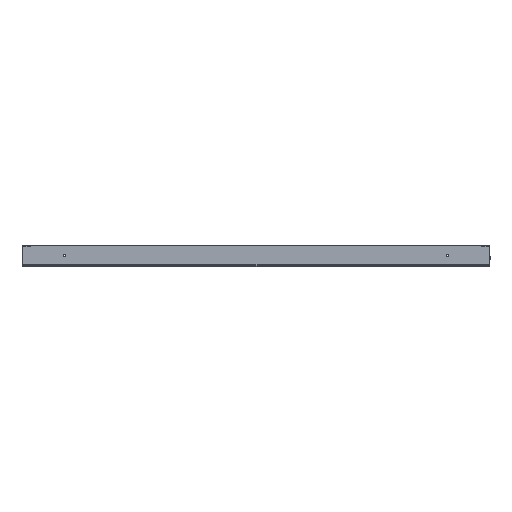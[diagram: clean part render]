
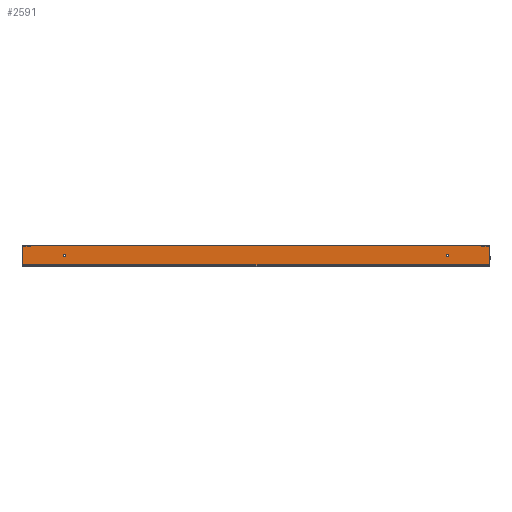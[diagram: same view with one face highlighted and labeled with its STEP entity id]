
A CAD part, front view. The second image highlights one B-rep face of the part: STEP entity #2591.
In plain terms, the highlighted planar face has unit normal (0, -1, 0).
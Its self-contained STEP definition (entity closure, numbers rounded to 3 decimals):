
#109 = ORIENTED_EDGE ( 'NONE', *, *, #3161, .T. ) ;
#212 = CARTESIAN_POINT ( 'NONE',  ( -450., -900., 24. ) ) ;
#228 = EDGE_LOOP ( 'NONE', ( #5996, #7995 ) ) ;
#566 = VERTEX_POINT ( 'NONE', #9533 ) ;
#582 = LINE ( 'NONE', #7621, #644 ) ;
#644 = VECTOR ( 'NONE', #6762, 1000. ) ;
#996 = CARTESIAN_POINT ( 'NONE',  ( -546.929, -900., 48. ) ) ;
#1046 = EDGE_CURVE ( 'NONE', #7231, #6718, #11211, .T. ) ;
#1078 = ORIENTED_EDGE ( 'NONE', *, *, #4728, .T. ) ;
#1138 = CIRCLE ( 'NONE', #10474, 1. ) ;
#1247 = DIRECTION ( 'NONE',  ( 0., 0., 1. ) ) ;
#1277 = FACE_OUTER_BOUND ( 'NONE', #4138, .T. ) ;
#1296 = CARTESIAN_POINT ( 'NONE',  ( 0., -900., 48. ) ) ;
#1348 = CIRCLE ( 'NONE', #1729, 3. ) ;
#1726 = CARTESIAN_POINT ( 'NONE',  ( -450., -900., 24. ) ) ;
#1729 = AXIS2_PLACEMENT_3D ( 'NONE', #2223, #5709, #3255 ) ;
#1764 = VERTEX_POINT ( 'NONE', #5808 ) ;
#1911 = DIRECTION ( 'NONE',  ( 0., 0., 1. ) ) ;
#2215 = EDGE_CURVE ( 'NONE', #7081, #5368, #9191, .T. ) ;
#2223 = CARTESIAN_POINT ( 'NONE',  ( 450., -900., 24. ) ) ;
#2591 = ADVANCED_FACE ( 'NONE', ( #8332, #8214, #1277 ), #5692, .F. ) ;
#3076 = EDGE_CURVE ( 'NONE', #3911, #566, #7225, .T. ) ;
#3161 = EDGE_CURVE ( 'NONE', #1764, #7231, #3892, .T. ) ;
#3255 = DIRECTION ( 'NONE',  ( 0., 0., 1. ) ) ;
#3319 = CARTESIAN_POINT ( 'NONE',  ( -450., -900., 27. ) ) ;
#3347 = VECTOR ( 'NONE', #8188, 1000. ) ;
#3358 = EDGE_CURVE ( 'NONE', #5368, #7081, #4082, .T. ) ;
#3360 = EDGE_CURVE ( 'NONE', #8737, #566, #1138, .T. ) ;
#3394 = ORIENTED_EDGE ( 'NONE', *, *, #3360, .T. ) ;
#3791 = CARTESIAN_POINT ( 'NONE',  ( 546.929, -900., 47. ) ) ;
#3840 = CARTESIAN_POINT ( 'NONE',  ( 546.929, -900., 48. ) ) ;
#3892 = LINE ( 'NONE', #8132, #3347 ) ;
#3911 = VERTEX_POINT ( 'NONE', #5728 ) ;
#3951 = CARTESIAN_POINT ( 'NONE',  ( 450., -900., 24. ) ) ;
#4082 = CIRCLE ( 'NONE', #4629, 3. ) ;
#4138 = EDGE_LOOP ( 'NONE', ( #1078, #3394, #10558, #8033, #109, #6997 ) ) ;
#4237 = ORIENTED_EDGE ( 'NONE', *, *, #9718, .T. ) ;
#4260 = AXIS2_PLACEMENT_3D ( 'NONE', #1726, #4573, #9082 ) ;
#4573 = DIRECTION ( 'NONE',  ( 0., 1., 0. ) ) ;
#4629 = AXIS2_PLACEMENT_3D ( 'NONE', #212, #10824, #9087 ) ;
#4633 = DIRECTION ( 'NONE',  ( 0., 0., 1. ) ) ;
#4728 = EDGE_CURVE ( 'NONE', #6718, #8737, #8460, .T. ) ;
#4936 = ORIENTED_EDGE ( 'NONE', *, *, #6086, .T. ) ;
#5007 = VECTOR ( 'NONE', #8291, 1000. ) ;
#5368 = VERTEX_POINT ( 'NONE', #3319 ) ;
#5692 = PLANE ( 'NONE',  #8830 ) ;
#5709 = DIRECTION ( 'NONE',  ( 0., 1., 0. ) ) ;
#5728 = CARTESIAN_POINT ( 'NONE',  ( -547.929, -900., 2. ) ) ;
#5808 = CARTESIAN_POINT ( 'NONE',  ( 547.929, -900., 2. ) ) ;
#5996 = ORIENTED_EDGE ( 'NONE', *, *, #3358, .T. ) ;
#6086 = EDGE_CURVE ( 'NONE', #10526, #6448, #1348, .T. ) ;
#6091 = VECTOR ( 'NONE', #1911, 1000. ) ;
#6258 = AXIS2_PLACEMENT_3D ( 'NONE', #3791, #9103, #10897 ) ;
#6448 = VERTEX_POINT ( 'NONE', #6828 ) ;
#6609 = DIRECTION ( 'NONE',  ( 0., 0., 1. ) ) ;
#6718 = VERTEX_POINT ( 'NONE', #3840 ) ;
#6762 = DIRECTION ( 'NONE',  ( -1., 0., 0. ) ) ;
#6828 = CARTESIAN_POINT ( 'NONE',  ( 450., -900., 27. ) ) ;
#6997 = ORIENTED_EDGE ( 'NONE', *, *, #1046, .T. ) ;
#7081 = VERTEX_POINT ( 'NONE', #7636 ) ;
#7107 = CARTESIAN_POINT ( 'NONE',  ( -547.929, -900., 0. ) ) ;
#7225 = LINE ( 'NONE', #7107, #6091 ) ;
#7231 = VERTEX_POINT ( 'NONE', #8656 ) ;
#7476 = EDGE_CURVE ( 'NONE', #1764, #3911, #582, .T. ) ;
#7621 = CARTESIAN_POINT ( 'NONE',  ( -550., -900., 2. ) ) ;
#7636 = CARTESIAN_POINT ( 'NONE',  ( -450., -900., 21. ) ) ;
#7995 = ORIENTED_EDGE ( 'NONE', *, *, #2215, .T. ) ;
#8033 = ORIENTED_EDGE ( 'NONE', *, *, #7476, .F. ) ;
#8132 = CARTESIAN_POINT ( 'NONE',  ( 547.929, -900., 0. ) ) ;
#8188 = DIRECTION ( 'NONE',  ( 0., 0., 1. ) ) ;
#8214 = FACE_BOUND ( 'NONE', #10391, .T. ) ;
#8228 = DIRECTION ( 'NONE',  ( 0., -1., 0. ) ) ;
#8291 = DIRECTION ( 'NONE',  ( -1., 0., 0. ) ) ;
#8332 = FACE_BOUND ( 'NONE', #228, .T. ) ;
#8460 = LINE ( 'NONE', #1296, #5007 ) ;
#8656 = CARTESIAN_POINT ( 'NONE',  ( 547.929, -900., 47. ) ) ;
#8737 = VERTEX_POINT ( 'NONE', #996 ) ;
#8830 = AXIS2_PLACEMENT_3D ( 'NONE', #10184, #9192, #6609 ) ;
#8972 = CARTESIAN_POINT ( 'NONE',  ( -546.929, -900., 47. ) ) ;
#9082 = DIRECTION ( 'NONE',  ( 0., 0., 1. ) ) ;
#9087 = DIRECTION ( 'NONE',  ( 0., 0., 1. ) ) ;
#9103 = DIRECTION ( 'NONE',  ( 0., -1., 0. ) ) ;
#9191 = CIRCLE ( 'NONE', #4260, 3. ) ;
#9192 = DIRECTION ( 'NONE',  ( 0., 1., 0. ) ) ;
#9533 = CARTESIAN_POINT ( 'NONE',  ( -547.929, -900., 47. ) ) ;
#9718 = EDGE_CURVE ( 'NONE', #6448, #10526, #9994, .T. ) ;
#9994 = CIRCLE ( 'NONE', #10183, 3. ) ;
#10183 = AXIS2_PLACEMENT_3D ( 'NONE', #3951, #10724, #1247 ) ;
#10184 = CARTESIAN_POINT ( 'NONE',  ( 0., -900., 0. ) ) ;
#10391 = EDGE_LOOP ( 'NONE', ( #4237, #4936 ) ) ;
#10474 = AXIS2_PLACEMENT_3D ( 'NONE', #8972, #8228, #4633 ) ;
#10526 = VERTEX_POINT ( 'NONE', #10625 ) ;
#10558 = ORIENTED_EDGE ( 'NONE', *, *, #3076, .F. ) ;
#10625 = CARTESIAN_POINT ( 'NONE',  ( 450., -900., 21. ) ) ;
#10724 = DIRECTION ( 'NONE',  ( 0., 1., 0. ) ) ;
#10824 = DIRECTION ( 'NONE',  ( 0., 1., 0. ) ) ;
#10897 = DIRECTION ( 'NONE',  ( 0., 0., 1. ) ) ;
#11211 = CIRCLE ( 'NONE', #6258, 1. ) ;
